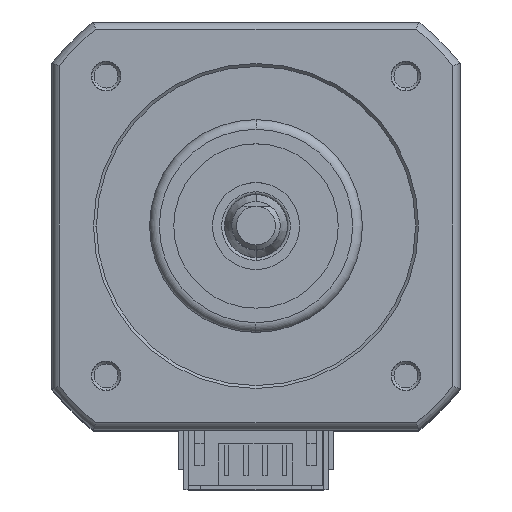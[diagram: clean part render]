
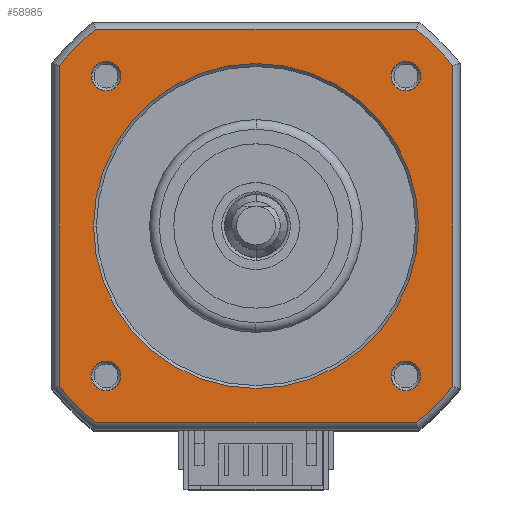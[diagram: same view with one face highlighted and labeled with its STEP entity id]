
A CAD part, top view. The second image highlights one B-rep face of the part: STEP entity #58985.
In plain terms, the highlighted face is planar.
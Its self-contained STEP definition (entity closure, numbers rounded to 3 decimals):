
#56523=CARTESIAN_POINT('',(0.,0.,0.2));
#56524=DIRECTION('',(0.,0.,1.));
#56525=DIRECTION('',(-0.632,0.775,0.));
#56526=AXIS2_PLACEMENT_3D('',#56523,#56524,#56525);
#56536=CARTESIAN_POINT('',(-15.5,-15.5,0.2));
#56537=DIRECTION('',(0.,0.,-1.));
#56538=DIRECTION('',(-1.,0.,0.));
#56539=AXIS2_PLACEMENT_3D('',#56536,#56537,#56538);
#56545=CARTESIAN_POINT('',(-15.5,-15.5,0.2));
#56546=DIRECTION('',(0.,0.,-1.));
#56547=DIRECTION('',(1.,0.,0.));
#56548=AXIS2_PLACEMENT_3D('',#56545,#56546,#56547);
#56632=CARTESIAN_POINT('',(15.5,-15.5,0.2));
#56633=DIRECTION('',(0.,0.,-1.));
#56634=DIRECTION('',(0.,-1.,0.));
#56635=AXIS2_PLACEMENT_3D('',#56632,#56633,#56634);
#56641=CARTESIAN_POINT('',(15.5,-15.5,0.2));
#56642=DIRECTION('',(0.,0.,-1.));
#56643=DIRECTION('',(0.,1.,0.));
#56644=AXIS2_PLACEMENT_3D('',#56641,#56642,#56643);
#56696=CARTESIAN_POINT('',(15.5,15.5,0.2));
#56697=DIRECTION('',(0.,0.,-1.));
#56698=DIRECTION('',(1.,0.,0.));
#56699=AXIS2_PLACEMENT_3D('',#56696,#56697,#56698);
#56705=CARTESIAN_POINT('',(15.5,15.5,0.2));
#56706=DIRECTION('',(0.,0.,-1.));
#56707=DIRECTION('',(-1.,0.,0.));
#56708=AXIS2_PLACEMENT_3D('',#56705,#56706,#56707);
#56760=CARTESIAN_POINT('',(-15.5,15.5,0.2));
#56761=DIRECTION('',(0.,0.,-1.));
#56762=DIRECTION('',(0.,1.,0.));
#56763=AXIS2_PLACEMENT_3D('',#56760,#56761,#56762);
#56769=CARTESIAN_POINT('',(-15.5,15.5,0.2));
#56770=DIRECTION('',(0.,0.,-1.));
#56771=DIRECTION('',(0.,-1.,0.));
#56772=AXIS2_PLACEMENT_3D('',#56769,#56770,#56771);
#56890=CARTESIAN_POINT('',(0.,0.,0.2));
#56891=DIRECTION('',(0.,0.,1.));
#56892=DIRECTION('',(-0.775,-0.632,0.));
#56893=AXIS2_PLACEMENT_3D('',#56890,#56891,#56892);
#56903=DIRECTION('',(0.,1.,0.));
#56904=VECTOR('',#56903,33.161);
#56905=CARTESIAN_POINT('',(-20.348,-16.581,0.2));
#56906=LINE('',#56905,#56904);
#56927=DIRECTION('',(-1.,0.,0.));
#56928=VECTOR('',#56927,33.161);
#56929=CARTESIAN_POINT('',(16.581,-20.348,0.2));
#56930=LINE('',#56929,#56928);
#56965=CARTESIAN_POINT('',(0.,0.,0.2));
#56966=DIRECTION('',(0.,0.,1.));
#56967=DIRECTION('',(0.632,-0.775,0.));
#56968=AXIS2_PLACEMENT_3D('',#56965,#56966,#56967);
#56978=DIRECTION('',(0.,-1.,0.));
#56979=VECTOR('',#56978,33.161);
#56980=CARTESIAN_POINT('',(20.348,16.581,0.2));
#56981=LINE('',#56980,#56979);
#57016=CARTESIAN_POINT('',(0.,0.,0.2));
#57017=DIRECTION('',(0.,0.,1.));
#57018=DIRECTION('',(0.775,0.632,0.));
#57019=AXIS2_PLACEMENT_3D('',#57016,#57017,#57018);
#57029=DIRECTION('',(1.,0.,0.));
#57030=VECTOR('',#57029,33.161);
#57031=CARTESIAN_POINT('',(-16.581,20.348,0.2));
#57032=LINE('',#57031,#57030);
#58396=CARTESIAN_POINT('',(0.,0.,0.2));
#58397=DIRECTION('',(0.,0.,-1.));
#58398=DIRECTION('',(-1.,0.,0.));
#58399=AXIS2_PLACEMENT_3D('',#58396,#58397,#58398);
#58405=CARTESIAN_POINT('',(0.,0.,0.2));
#58406=DIRECTION('',(0.,0.,-1.));
#58407=DIRECTION('',(1.,0.,0.));
#58408=AXIS2_PLACEMENT_3D('',#58405,#58406,#58407);
#58816=CARTESIAN_POINT('',(-17.03,-15.5,0.2));
#58817=CARTESIAN_POINT('',(-13.97,-15.5,0.2));
#58818=VERTEX_POINT('',#58816);
#58819=VERTEX_POINT('',#58817);
#58820=CARTESIAN_POINT('',(15.5,-17.03,0.2));
#58821=CARTESIAN_POINT('',(15.5,-13.97,0.2));
#58822=VERTEX_POINT('',#58820);
#58823=VERTEX_POINT('',#58821);
#58824=CARTESIAN_POINT('',(17.03,15.5,0.2));
#58825=CARTESIAN_POINT('',(13.97,15.5,0.2));
#58826=VERTEX_POINT('',#58824);
#58827=VERTEX_POINT('',#58825);
#58828=CARTESIAN_POINT('',(-15.5,17.03,0.2));
#58829=CARTESIAN_POINT('',(-15.5,13.97,0.2));
#58830=VERTEX_POINT('',#58828);
#58831=VERTEX_POINT('',#58829);
#58832=CARTESIAN_POINT('',(16.8,0.,0.2));
#58833=CARTESIAN_POINT('',(-16.8,0.,0.2));
#58834=VERTEX_POINT('',#58832);
#58835=VERTEX_POINT('',#58833);
#58836=CARTESIAN_POINT('',(-16.581,20.348,0.2));
#58837=CARTESIAN_POINT('',(16.581,20.348,0.2));
#58838=VERTEX_POINT('',#58836);
#58839=VERTEX_POINT('',#58837);
#58840=CARTESIAN_POINT('',(-20.348,-16.581,0.2));
#58841=CARTESIAN_POINT('',(-20.348,16.581,0.2));
#58842=VERTEX_POINT('',#58840);
#58843=VERTEX_POINT('',#58841);
#58844=CARTESIAN_POINT('',(16.581,-20.348,0.2));
#58845=CARTESIAN_POINT('',(-16.581,-20.348,0.2));
#58846=VERTEX_POINT('',#58844);
#58847=VERTEX_POINT('',#58845);
#58848=CARTESIAN_POINT('',(20.348,16.581,0.2));
#58849=CARTESIAN_POINT('',(20.348,-16.581,0.2));
#58850=VERTEX_POINT('',#58848);
#58851=VERTEX_POINT('',#58849);
#58933=CARTESIAN_POINT('',(0.,0.,0.2));
#58934=DIRECTION('',(0.,0.,-1.));
#58935=DIRECTION('',(0.,-1.,0.));
#58936=AXIS2_PLACEMENT_3D('',#58933,#58934,#58935);
#58937=PLANE('',#58936);
#58939=ORIENTED_EDGE('',*,*,#58938,.F.);
#58940=ORIENTED_EDGE('',*,*,#58923,.T.);
#58942=ORIENTED_EDGE('',*,*,#58941,.F.);
#58944=ORIENTED_EDGE('',*,*,#58943,.T.);
#58946=ORIENTED_EDGE('',*,*,#58945,.F.);
#58948=ORIENTED_EDGE('',*,*,#58947,.T.);
#58950=ORIENTED_EDGE('',*,*,#58949,.F.);
#58952=ORIENTED_EDGE('',*,*,#58951,.T.);
#58953=EDGE_LOOP('',(#58939,#58940,#58942,#58944,#58946,#58948,#58950,#58952));
#58954=FACE_OUTER_BOUND('',#58953,.F.);
#58956=ORIENTED_EDGE('',*,*,#58955,.T.);
#58958=ORIENTED_EDGE('',*,*,#58957,.T.);
#58959=EDGE_LOOP('',(#58956,#58958));
#58960=FACE_BOUND('',#58959,.F.);
#58962=ORIENTED_EDGE('',*,*,#58961,.T.);
#58964=ORIENTED_EDGE('',*,*,#58963,.T.);
#58965=EDGE_LOOP('',(#58962,#58964));
#58966=FACE_BOUND('',#58965,.F.);
#58968=ORIENTED_EDGE('',*,*,#58967,.T.);
#58970=ORIENTED_EDGE('',*,*,#58969,.T.);
#58971=EDGE_LOOP('',(#58968,#58970));
#58972=FACE_BOUND('',#58971,.F.);
#58974=ORIENTED_EDGE('',*,*,#58973,.T.);
#58976=ORIENTED_EDGE('',*,*,#58975,.T.);
#58977=EDGE_LOOP('',(#58974,#58976));
#58978=FACE_BOUND('',#58977,.F.);
#58980=ORIENTED_EDGE('',*,*,#58979,.T.);
#58982=ORIENTED_EDGE('',*,*,#58981,.T.);
#58983=EDGE_LOOP('',(#58980,#58982));
#58984=FACE_BOUND('',#58983,.F.);
#58985=ADVANCED_FACE('',(#58954,#58960,#58966,#58972,#58978,#58984),#58937,.T.);
#56527=CIRCLE('',#56526,26.248);
#56540=CIRCLE('',#56539,1.53);
#56549=CIRCLE('',#56548,1.53);
#56636=CIRCLE('',#56635,1.53);
#56645=CIRCLE('',#56644,1.53);
#56700=CIRCLE('',#56699,1.53);
#56709=CIRCLE('',#56708,1.53);
#56764=CIRCLE('',#56763,1.53);
#56773=CIRCLE('',#56772,1.53);
#56894=CIRCLE('',#56893,26.248);
#56969=CIRCLE('',#56968,26.248);
#57020=CIRCLE('',#57019,26.248);
#58400=CIRCLE('',#58399,16.8);
#58409=CIRCLE('',#58408,16.8);
#58923=EDGE_CURVE('',#58838,#58843,#56527,.T.);
#58938=EDGE_CURVE('',#58838,#58839,#57032,.T.);
#58941=EDGE_CURVE('',#58842,#58843,#56906,.T.);
#58943=EDGE_CURVE('',#58842,#58847,#56894,.T.);
#58945=EDGE_CURVE('',#58846,#58847,#56930,.T.);
#58947=EDGE_CURVE('',#58846,#58851,#56969,.T.);
#58949=EDGE_CURVE('',#58850,#58851,#56981,.T.);
#58951=EDGE_CURVE('',#58850,#58839,#57020,.T.);
#58955=EDGE_CURVE('',#58822,#58823,#56636,.T.);
#58957=EDGE_CURVE('',#58823,#58822,#56645,.T.);
#58961=EDGE_CURVE('',#58826,#58827,#56700,.T.);
#58963=EDGE_CURVE('',#58827,#58826,#56709,.T.);
#58967=EDGE_CURVE('',#58830,#58831,#56764,.T.);
#58969=EDGE_CURVE('',#58831,#58830,#56773,.T.);
#58973=EDGE_CURVE('',#58834,#58835,#58409,.T.);
#58975=EDGE_CURVE('',#58835,#58834,#58400,.T.);
#58979=EDGE_CURVE('',#58818,#58819,#56540,.T.);
#58981=EDGE_CURVE('',#58819,#58818,#56549,.T.);
